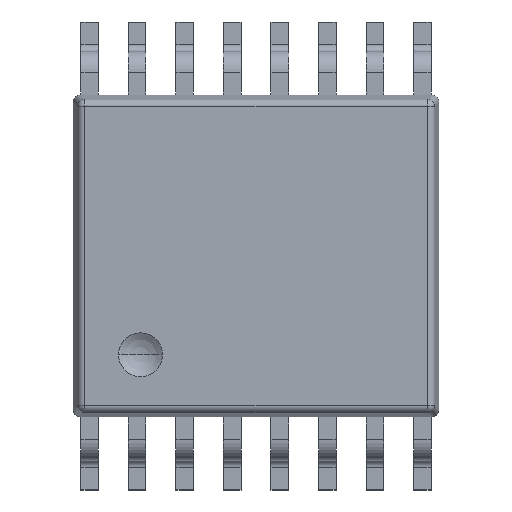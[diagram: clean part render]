
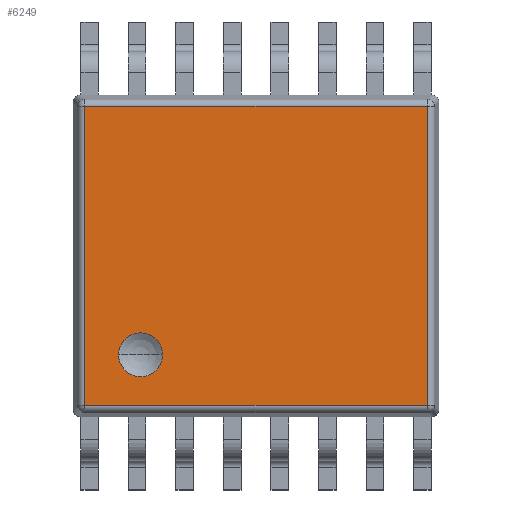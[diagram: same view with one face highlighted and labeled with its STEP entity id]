
A CAD part, top view. The second image highlights one B-rep face of the part: STEP entity #6249.
In plain terms, the highlighted planar face has unit normal (0, 0, 1).
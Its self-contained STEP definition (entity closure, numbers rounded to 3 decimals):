
#76=CARTESIAN_POINT('',(-1.578,-1.352,1.));
#77=DIRECTION('',(0.,0.,-1.));
#78=DIRECTION('',(-1.,0.,0.));
#79=AXIS2_PLACEMENT_3D('',#76,#77,#78);
#91=CARTESIAN_POINT('',(-1.578,-1.352,1.));
#92=DIRECTION('',(0.,0.,-1.));
#93=DIRECTION('',(1.,0.,0.));
#94=AXIS2_PLACEMENT_3D('',#91,#92,#93);
#106=DIRECTION('',(0.,1.,0.));
#107=VECTOR('',#106,4.089);
#108=CARTESIAN_POINT('',(-2.345,-2.045,1.));
#109=LINE('',#108,#107);
#113=DIRECTION('',(1.,0.,0.));
#114=VECTOR('',#113,4.689);
#115=CARTESIAN_POINT('',(-2.345,2.045,1.));
#116=LINE('',#115,#114);
#120=DIRECTION('',(0.,-1.,0.));
#121=VECTOR('',#120,4.089);
#122=CARTESIAN_POINT('',(2.345,2.045,1.));
#123=LINE('',#122,#121);
#127=DIRECTION('',(-1.,0.,0.));
#128=VECTOR('',#127,4.689);
#129=CARTESIAN_POINT('',(2.345,-2.045,1.));
#130=LINE('',#129,#128);
#5496=CARTESIAN_POINT('',(-2.345,-2.045,1.));
#5497=CARTESIAN_POINT('',(-2.345,2.045,1.));
#5498=VERTEX_POINT('',#5496);
#5499=VERTEX_POINT('',#5497);
#5500=CARTESIAN_POINT('',(-1.878,-1.352,1.));
#5501=CARTESIAN_POINT('',(-1.278,-1.352,1.));
#5502=VERTEX_POINT('',#5500);
#5503=VERTEX_POINT('',#5501);
#5537=CARTESIAN_POINT('',(2.345,-2.045,1.));
#5539=VERTEX_POINT('',#5537);
#5548=CARTESIAN_POINT('',(2.345,2.045,1.));
#5550=VERTEX_POINT('',#5548);
#6230=CARTESIAN_POINT('',(-2.5,-2.2,1.));
#6231=DIRECTION('',(0.,0.,1.));
#6232=DIRECTION('',(1.,0.,0.));
#6233=AXIS2_PLACEMENT_3D('',#6230,#6231,#6232);
#6234=PLANE('',#6233);
#6236=ORIENTED_EDGE('',*,*,#6235,.T.);
#6238=ORIENTED_EDGE('',*,*,#6237,.T.);
#6240=ORIENTED_EDGE('',*,*,#6239,.T.);
#6242=ORIENTED_EDGE('',*,*,#6241,.T.);
#6243=EDGE_LOOP('',(#6236,#6238,#6240,#6242));
#6244=FACE_OUTER_BOUND('',#6243,.F.);
#6245=ORIENTED_EDGE('',*,*,#6185,.F.);
#6246=ORIENTED_EDGE('',*,*,#6212,.F.);
#6247=EDGE_LOOP('',(#6245,#6246));
#6248=FACE_BOUND('',#6247,.F.);
#6249=ADVANCED_FACE('',(#6244,#6248),#6234,.T.);
#80=CIRCLE('',#79,0.3);
#95=CIRCLE('',#94,0.3);
#6185=EDGE_CURVE('',#5502,#5503,#80,.T.);
#6212=EDGE_CURVE('',#5503,#5502,#95,.T.);
#6235=EDGE_CURVE('',#5498,#5499,#109,.T.);
#6237=EDGE_CURVE('',#5499,#5550,#116,.T.);
#6239=EDGE_CURVE('',#5550,#5539,#123,.T.);
#6241=EDGE_CURVE('',#5539,#5498,#130,.T.);
